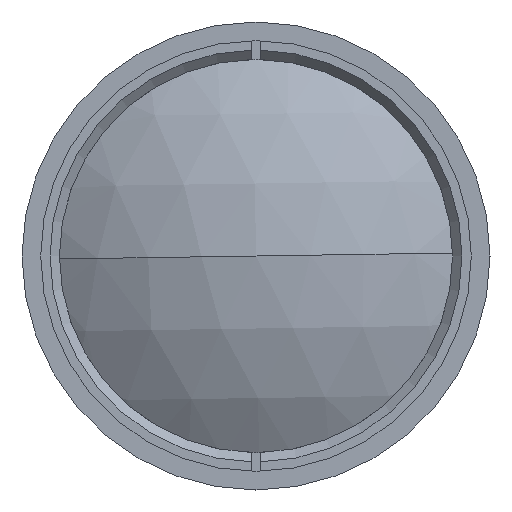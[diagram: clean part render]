
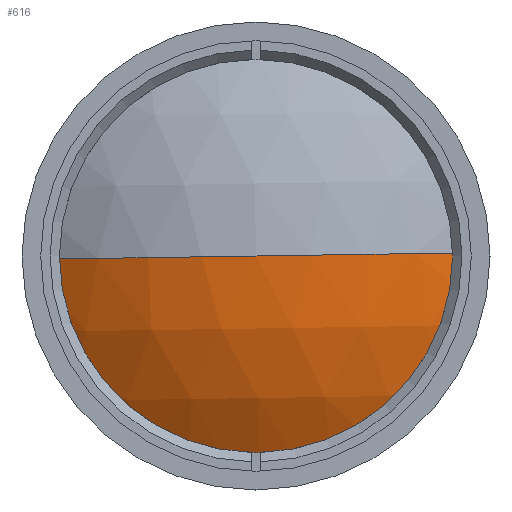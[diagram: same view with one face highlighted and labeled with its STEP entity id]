
A CAD part, left-side view. The second image highlights one B-rep face of the part: STEP entity #616.
In plain terms, the highlighted spherical face has radius 38.79 mm.
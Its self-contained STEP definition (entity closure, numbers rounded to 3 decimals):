
#101 = CARTESIAN_POINT ( 'NONE',  ( 7.874, -21.998, 0.33 ) ) ;
#186 = EDGE_CURVE ( 'NONE', #1845, #1292, #1030, .T. ) ;
#276 = DIRECTION ( 'NONE',  ( -1., 0., 0. ) ) ;
#317 = ORIENTED_EDGE ( 'NONE', *, *, #2290, .F. ) ;
#355 = EDGE_CURVE ( 'NONE', #1292, #1032, #766, .T. ) ;
#422 = DIRECTION ( 'NONE',  ( 0., 0.015, 1. ) ) ;
#448 = AXIS2_PLACEMENT_3D ( 'NONE', #1165, #1830, #2210 ) ;
#476 = DIRECTION ( 'NONE',  ( 0., 0.015, 1. ) ) ;
#616 = ADVANCED_FACE ( 'NONE', ( #2001 ), #2438, .T. ) ;
#751 = CARTESIAN_POINT ( 'NONE',  ( 7.874, 0., 0. ) ) ;
#766 = CIRCLE ( 'NONE', #2139, 38.79 ) ;
#808 = DIRECTION ( 'NONE',  ( 0., -0.015, -1. ) ) ;
#871 = CARTESIAN_POINT ( 'NONE',  ( 39.822, 0., 0. ) ) ;
#900 = DIRECTION ( 'NONE',  ( 0., -1., 0.015 ) ) ;
#988 = CARTESIAN_POINT ( 'NONE',  ( 7.874, 21.998, -0.33 ) ) ;
#993 = CARTESIAN_POINT ( 'NONE',  ( 39.822, 0., 0. ) ) ;
#1030 = CIRCLE ( 'NONE', #1075, 22. ) ;
#1032 = VERTEX_POINT ( 'NONE', #1652 ) ;
#1075 = AXIS2_PLACEMENT_3D ( 'NONE', #751, #276, #476 ) ;
#1116 = CIRCLE ( 'NONE', #2218, 38.79 ) ;
#1165 = CARTESIAN_POINT ( 'NONE',  ( 39.822, 0., 0. ) ) ;
#1229 = DIRECTION ( 'NONE',  ( 0., 1., -0.015 ) ) ;
#1292 = VERTEX_POINT ( 'NONE', #101 ) ;
#1652 = CARTESIAN_POINT ( 'NONE',  ( 1.032, 0., 0. ) ) ;
#1830 = DIRECTION ( 'NONE',  ( 0., -0.015, -1. ) ) ;
#1845 = VERTEX_POINT ( 'NONE', #988 ) ;
#1861 = ORIENTED_EDGE ( 'NONE', *, *, #186, .T. ) ;
#2001 = FACE_OUTER_BOUND ( 'NONE', #2667, .T. ) ;
#2139 = AXIS2_PLACEMENT_3D ( 'NONE', #993, #808, #1229 ) ;
#2210 = DIRECTION ( 'NONE',  ( 0., 1., -0.015 ) ) ;
#2218 = AXIS2_PLACEMENT_3D ( 'NONE', #871, #422, #900 ) ;
#2290 = EDGE_CURVE ( 'NONE', #1845, #1032, #1116, .T. ) ;
#2438 = SPHERICAL_SURFACE ( 'NONE', #448, 38.79 ) ;
#2614 = ORIENTED_EDGE ( 'NONE', *, *, #355, .T. ) ;
#2667 = EDGE_LOOP ( 'NONE', ( #1861, #2614, #317 ) ) ;
